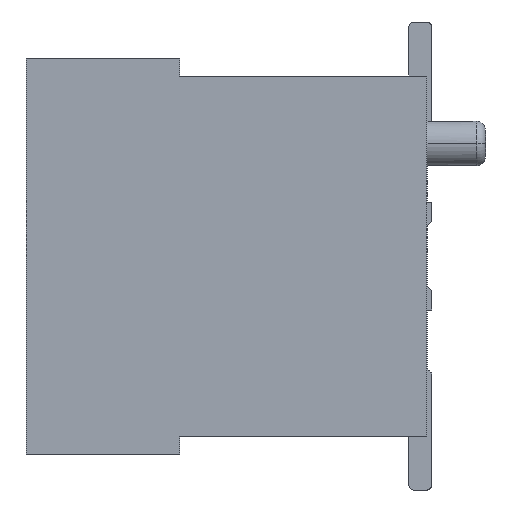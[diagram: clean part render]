
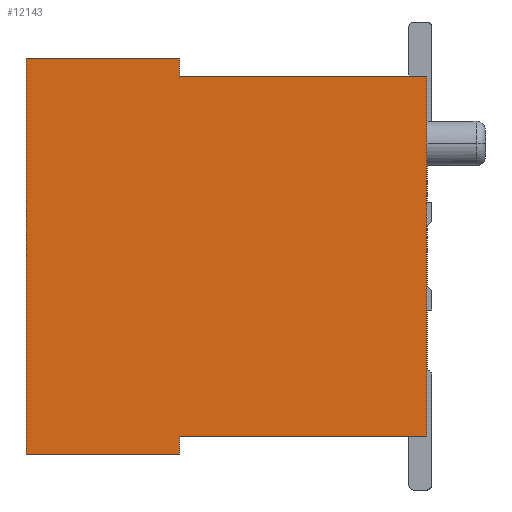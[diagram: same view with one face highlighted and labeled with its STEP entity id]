
A CAD part, left-side view. The second image highlights one B-rep face of the part: STEP entity #12143.
In plain terms, the highlighted planar face has unit normal (-1, 0, 0).
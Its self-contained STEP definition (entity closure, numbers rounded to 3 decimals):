
#745=DIRECTION('',(0.,0.,-1.));
#746=VECTOR('',#745,0.2);
#747=CARTESIAN_POINT('',(-7.6,2.75,-2.));
#748=LINE('',#747,#746);
#749=DIRECTION('',(0.,-1.,0.));
#750=VECTOR('',#749,1.7);
#751=CARTESIAN_POINT('',(-7.6,4.45,2.2));
#752=LINE('',#751,#750);
#753=DIRECTION('',(0.,0.,-1.));
#754=VECTOR('',#753,0.2);
#755=CARTESIAN_POINT('',(-7.6,2.75,2.2));
#756=LINE('',#755,#754);
#757=DIRECTION('',(0.,-1.,0.));
#758=VECTOR('',#757,2.75);
#759=CARTESIAN_POINT('',(-7.6,2.75,2.));
#760=LINE('',#759,#758);
#761=DIRECTION('',(0.,0.,-1.));
#762=VECTOR('',#761,4.);
#763=CARTESIAN_POINT('',(-7.6,0.,2.));
#764=LINE('',#763,#762);
#769=DIRECTION('',(0.,-1.,0.));
#770=VECTOR('',#769,2.75);
#771=CARTESIAN_POINT('',(-7.6,2.75,-2.));
#772=LINE('',#771,#770);
#4689=DIRECTION('',(0.,-1.,0.));
#4690=VECTOR('',#4689,1.7);
#4691=CARTESIAN_POINT('',(-7.6,4.45,-2.2));
#4692=LINE('',#4691,#4690);
#4693=DIRECTION('',(0.,0.,-1.));
#4694=VECTOR('',#4693,4.4);
#4695=CARTESIAN_POINT('',(-7.6,4.45,2.2));
#4696=LINE('',#4695,#4694);
#8578=CARTESIAN_POINT('',(-7.6,0.,2.));
#8580=VERTEX_POINT('',#8578);
#8583=CARTESIAN_POINT('',(-7.6,0.,-2.));
#8584=VERTEX_POINT('',#8583);
#11261=CARTESIAN_POINT('',(-7.6,4.45,2.2));
#11262=CARTESIAN_POINT('',(-7.6,4.45,-2.2));
#11263=VERTEX_POINT('',#11261);
#11264=VERTEX_POINT('',#11262);
#11282=CARTESIAN_POINT('',(-7.6,2.75,2.));
#11284=VERTEX_POINT('',#11282);
#11285=CARTESIAN_POINT('',(-7.6,2.75,-2.));
#11287=VERTEX_POINT('',#11285);
#11293=CARTESIAN_POINT('',(-7.6,2.75,-2.2));
#11294=VERTEX_POINT('',#11293);
#11295=CARTESIAN_POINT('',(-7.6,2.75,2.2));
#11296=VERTEX_POINT('',#11295);
#12123=CARTESIAN_POINT('',(-7.6,0.,-2.2));
#12124=DIRECTION('',(-1.,0.,0.));
#12125=DIRECTION('',(0.,0.,1.));
#12126=AXIS2_PLACEMENT_3D('',#12123,#12124,#12125);
#12127=PLANE('',#12126);
#12129=ORIENTED_EDGE('',*,*,#12128,.T.);
#12131=ORIENTED_EDGE('',*,*,#12130,.F.);
#12133=ORIENTED_EDGE('',*,*,#12132,.F.);
#12135=ORIENTED_EDGE('',*,*,#12134,.T.);
#12136=ORIENTED_EDGE('',*,*,#12114,.T.);
#12137=ORIENTED_EDGE('',*,*,#11427,.T.);
#12138=ORIENTED_EDGE('',*,*,#11308,.T.);
#12140=ORIENTED_EDGE('',*,*,#12139,.F.);
#12141=EDGE_LOOP('',(#12129,#12131,#12133,#12135,#12136,#12137,#12138,#12140));
#12142=FACE_OUTER_BOUND('',#12141,.F.);
#12143=ADVANCED_FACE('',(#12142),#12127,.T.);
#11308=EDGE_CURVE('',#8580,#8584,#764,.T.);
#11427=EDGE_CURVE('',#11284,#8580,#760,.T.);
#12114=EDGE_CURVE('',#11296,#11284,#756,.T.);
#12128=EDGE_CURVE('',#11287,#11294,#748,.T.);
#12130=EDGE_CURVE('',#11264,#11294,#4692,.T.);
#12132=EDGE_CURVE('',#11263,#11264,#4696,.T.);
#12134=EDGE_CURVE('',#11263,#11296,#752,.T.);
#12139=EDGE_CURVE('',#11287,#8584,#772,.T.);
